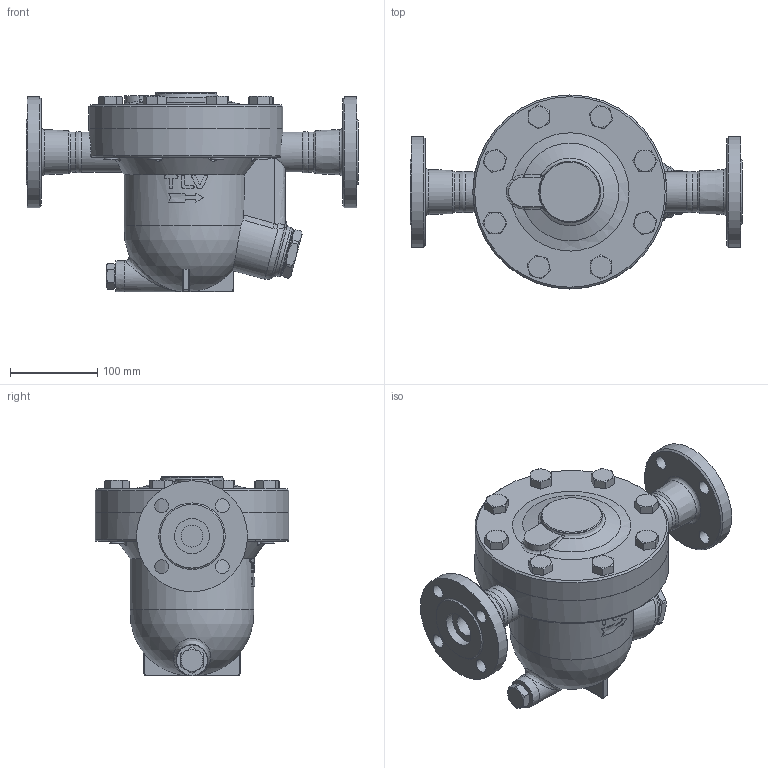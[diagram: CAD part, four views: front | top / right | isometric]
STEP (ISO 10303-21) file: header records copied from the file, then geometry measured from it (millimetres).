
FILE_DESCRIPTION((''),'2;1');
FILE_NAME('jh7gm-040-a0150-00.stp','2011-02-03T13:41:00',('nakaot'),(''),'Autodesk Inventor 2008','Autodesk Inventor 2008','');
FILE_SCHEMA(('AUTOMOTIVE_DESIGN { 1 0 10303 214 1 1 1 1 }'));
Length unit declared in the file: millimetre
Products named in the file (1): jh7gm-040-a0150-00
Bounding box: 380 x 222 x 228.9 mm (x, y, z)
Volume: 5555292.5 mm3; surface area: 326913.6 mm2
Topology: 1 solids, 1 shells, 375 faces, 922 edges, 573 vertices
Faces by surface type: plane 137, cylinder 81, cone 72, bspline 65, sphere 10, torus 10
Full cylindrical faces by diameter (mm): 16 x20, 21 x1, 25 x1, 36 x1, 40 x1, 46 x3, 49.5 x1, 58 x1, 70 x1, 127 x1, 222 x2
Entity records: 14466 total; most frequent: CARTESIAN_POINT 6688, ORIENTED_EDGE 1626, DIRECTION 1504, EDGE_CURVE 813, AXIS2_PLACEMENT_3D 649, VERTEX_POINT 542, EDGE_LOOP 509, FACE_OUTER_BOUND 375
